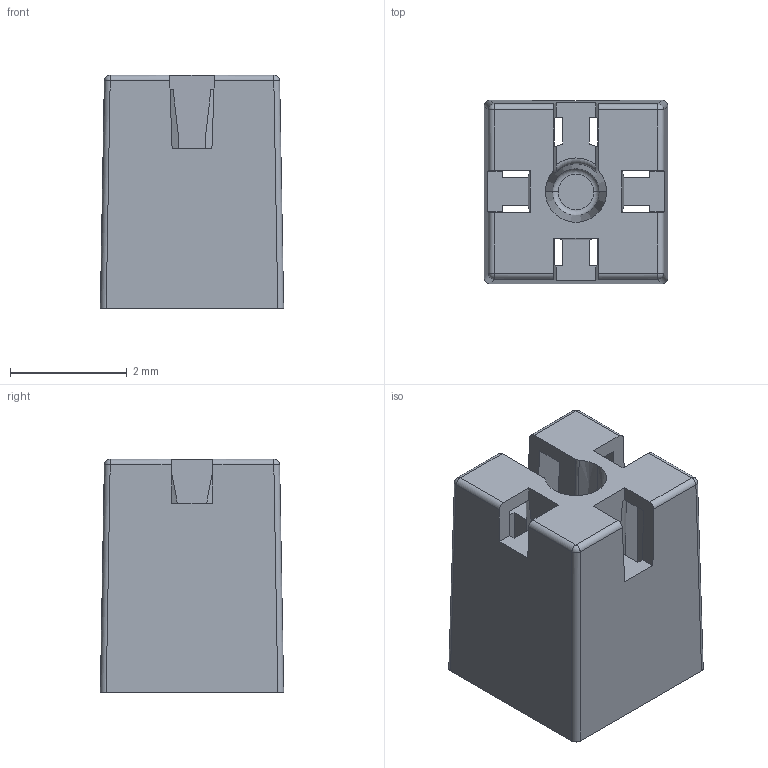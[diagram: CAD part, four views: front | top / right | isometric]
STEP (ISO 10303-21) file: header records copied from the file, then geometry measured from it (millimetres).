
FILE_DESCRIPTION((''),'2;1');
FILE_NAME('479480001','2016-12-22T',('ghp'),(''),'PRO/ENGINEER BY PARAMETRIC TECHNOLOGY CORPORATION, 2012310','PRO/ENGINEER BY PARAMETRIC TECHNOLOGY CORPORATION, 2012310','');
FILE_SCHEMA(('CONFIG_CONTROL_DESIGN'));
Length unit declared in the file: millimetre
Products named in the file (1): 479480001
Bounding box: 3.14 x 3.14 x 4 mm (x, y, z)
Volume: 19.2 mm3; surface area: 131.2 mm2
Topology: 1 solids, 1 shells, 75 faces, 280 edges, 194 vertices
Faces by surface type: plane 45, cylinder 16, cone 5, sphere 4, torus 3, bspline 2
Entity records: 3110 total; most frequent: CARTESIAN_POINT 776, ORIENTED_EDGE 494, DIRECTION 419, EDGE_CURVE 247, VECTOR 197, LINE 197, VERTEX_POINT 160, AXIS2_PLACEMENT_3D 111
